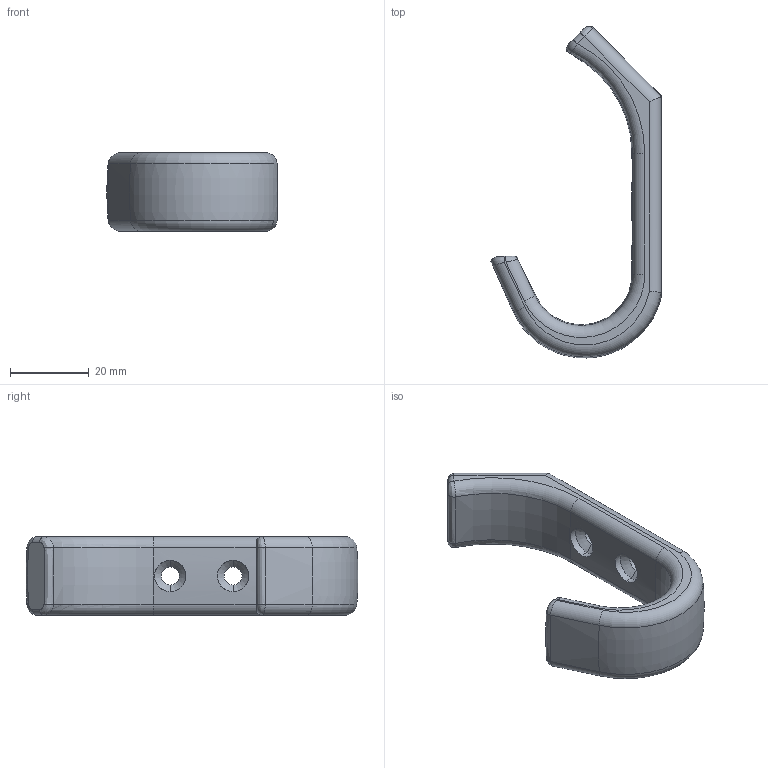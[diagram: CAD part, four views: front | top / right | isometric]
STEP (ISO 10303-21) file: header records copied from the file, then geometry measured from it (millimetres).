
FILE_DESCRIPTION(('Creo Elements/Direct Modeling STEP Export'),'2;1');
FILE_NAME('1354.stp','2018-12-13T13:07:57',(''),(''),'Creo Elements/Direct Modeling STEP processor for AP214 (Solid Model)','Creo Elements/Direct Modeling 20.0 12-Nov-2016 (C) Parametric Technology GmbH','');
FILE_SCHEMA(('AUTOMOTIVE_DESIGN { 1 0 10303 214 1 1 1 1 }'));
Length unit declared in the file: millimetre
Products named in the file (1): 1354
Bounding box: 43.31 x 84.48 x 20 mm (x, y, z)
Volume: 17900.7 mm3; surface area: 6675.6 mm2
Topology: 1 solids, 1 shells, 56 faces, 130 edges, 76 vertices
Faces by surface type: cylinder 26, bspline 12, torus 9, plane 5, cone 4
Entity records: 4618 total; most frequent: CARTESIAN_POINT 3410, ORIENTED_EDGE 260, DIRECTION 236, EDGE_CURVE 130, AXIS2_PLACEMENT_3D 98, VERTEX_POINT 76, EDGE_LOOP 60, FACE_OUTER_BOUND 56
